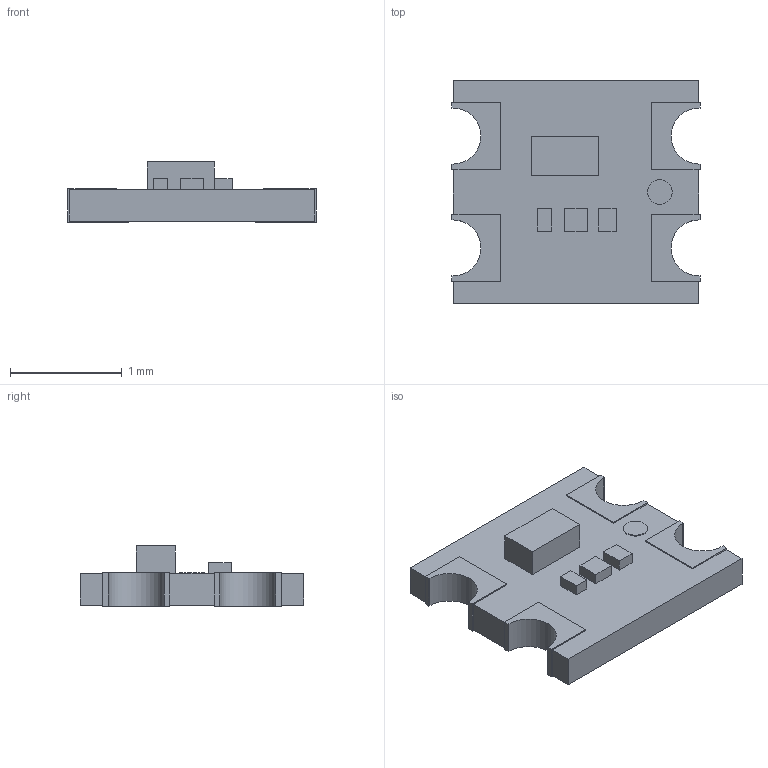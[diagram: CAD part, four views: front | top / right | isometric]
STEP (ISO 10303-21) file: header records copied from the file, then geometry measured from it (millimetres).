
FILE_DESCRIPTION(/* description */ (''),/* implementation_level */ '2;1');
FILE_NAME(/* name */ 'WORLDSEMI WS2812B-2020 Base.step',/* time_stamp */ '2024-11-12T05:14:00Z',/* author */ (''),/* organization */ (''),/* preprocessor_version */ 'ST-DEVELOPER v20',/* originating_system */ 'Autodesk Translation Framework v13.20.0.188',/* authorisation */ '');
FILE_SCHEMA (('AUTOMOTIVE_DESIGN { 1 0 10303 214 3 1 1 }'));
Length unit declared in the file: millimetre
Products named in the file (1): WORLDSEMI WS2812B-2020
Bounding box: 2.22 x 2 x 0.54 mm (x, y, z)
Volume: 1.2 mm3; surface area: 11.6 mm2
Topology: 1 solids, 1 shells, 85 faces, 231 edges, 154 vertices
Faces by surface type: plane 80, cylinder 5
Full cylindrical faces by diameter (mm): 0.22 x1
Entity records: 2769 total; most frequent: CARTESIAN_POINT 471, ORIENTED_EDGE 462, DIRECTION 413, EDGE_CURVE 231, LINE 221, VECTOR 221, VERTEX_POINT 154, AXIS2_PLACEMENT_3D 96
